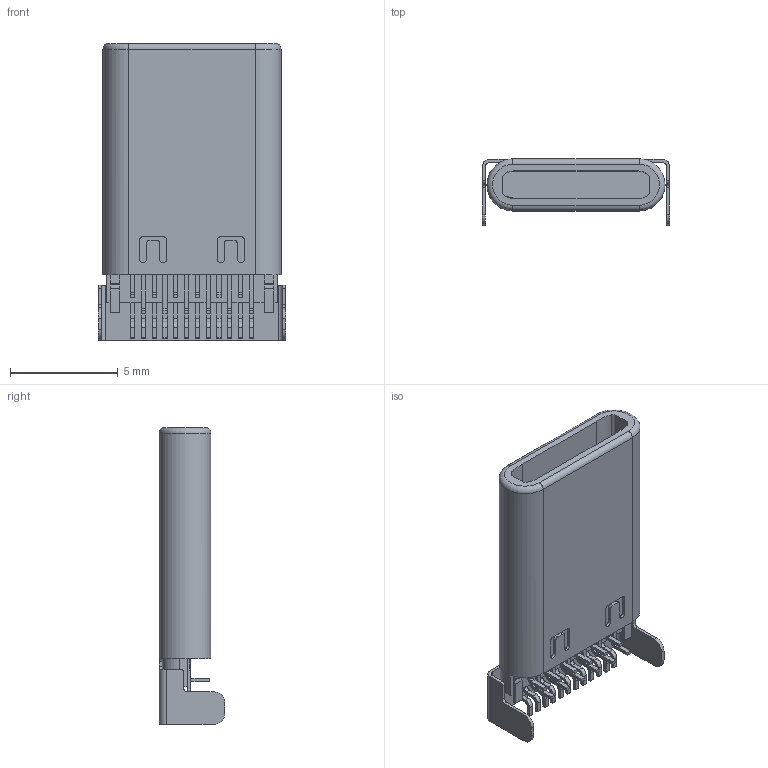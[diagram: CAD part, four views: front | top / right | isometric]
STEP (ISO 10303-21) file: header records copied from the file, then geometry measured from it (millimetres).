
FILE_DESCRIPTION((''),'2;1');
FILE_NAME('PLUG-USBC-241SMT-TH-4BC2LS','2022-10-24T16:11:48',('jirenqiang'),(''),'CREO PARAMETRIC BY PTC INC, 2018050','CREO PARAMETRIC BY PTC INC, 2018050','');
FILE_SCHEMA(('CONFIG_CONTROL_DESIGN'));
Length unit declared in the file: millimetre
Products named in the file (1): PLUG-USBC-241SMT-TH-4BC2LS
Bounding box: 8.7 x 3.05 x 13.75 mm (x, y, z)
Volume: 129.4 mm3; surface area: 515.7 mm2
Topology: 1 solids, 1 shells, 431 faces, 1220 edges, 808 vertices
Faces by surface type: plane 291, cylinder 126, extrusion 12, torus 2
Entity records: 14192 total; most frequent: CARTESIAN_POINT 2827, ORIENTED_EDGE 2440, DIRECTION 2258, EDGE_CURVE 1220, VECTOR 948, LINE 936, VERTEX_POINT 808, AXIS2_PLACEMENT_3D 655
